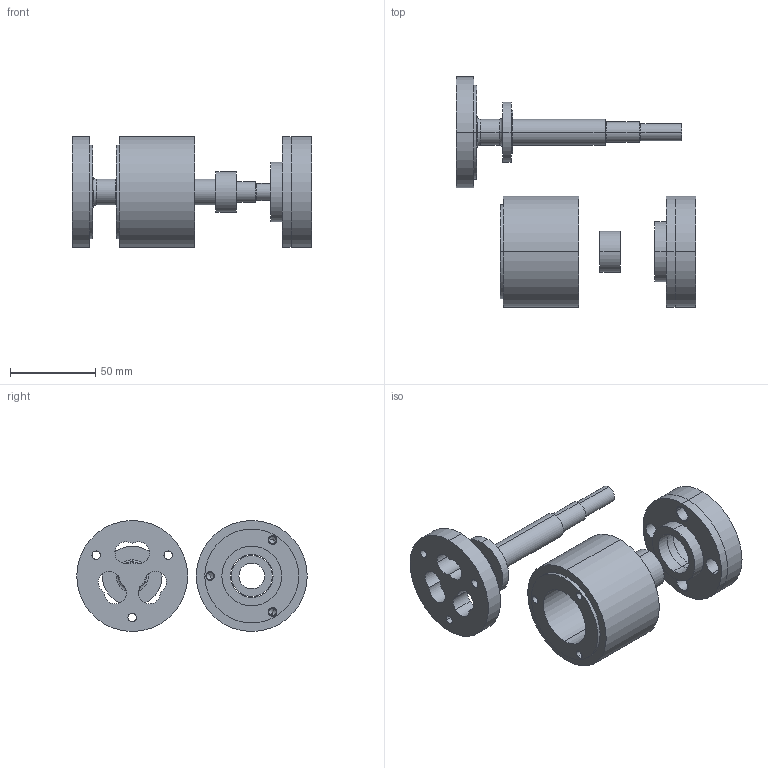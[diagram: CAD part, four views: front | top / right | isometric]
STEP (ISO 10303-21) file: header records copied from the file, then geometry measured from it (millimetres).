
FILE_DESCRIPTION(/* description */ ('VariCAD 2021-1.02 AP-214'),/* implementation_level */ '2;1');
FILE_NAME(/* name */ '05_160317_B-Grind_MK-V.mnf.stp',/* time_stamp */ '2021-09-04T11:14:21+02:00',/* author */ (''),/* organization */ (''),/* preprocessor_version */ 'VariCAD 2021-1.02',/* originating_system */ 'VariCAD 2021-1.02; kernel version (20180118)',/* authorisation */ '');
FILE_SCHEMA(('AUTOMOTIVE_DESIGN'));
Length unit declared in the file: millimetre
Products named in the file (5): 05_160317_B-Grind_MK-V.mnf
Assembly tree (4 placements, depth 2):
  05_160317_B-Grind_MK-V.mnf
    (unnamed)
    (unnamed)
    (unnamed)
    (unnamed)
Bounding box: 140 x 135 x 65 mm (x, y, z)
Volume: 199050.5 mm3; surface area: 53308.3 mm2
Topology: 4 solids, 4 shells, 136 faces, 311 edges, 193 vertices
Faces by surface type: cylinder 84, plane 26, cone 16, torus 10
Entity records: 4516 total; most frequent: DIRECTION 788, CARTESIAN_POINT 770, ORIENTED_EDGE 602, AXIS2_PLACEMENT_3D 347, EDGE_CURVE 301, CIRCLE 198, VERTEX_POINT 193, EDGE_LOOP 182
